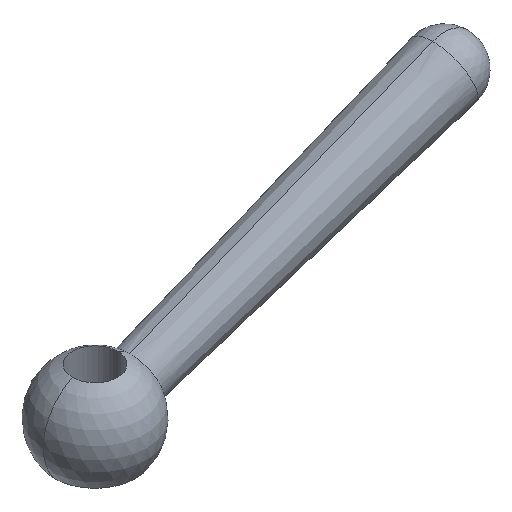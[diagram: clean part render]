
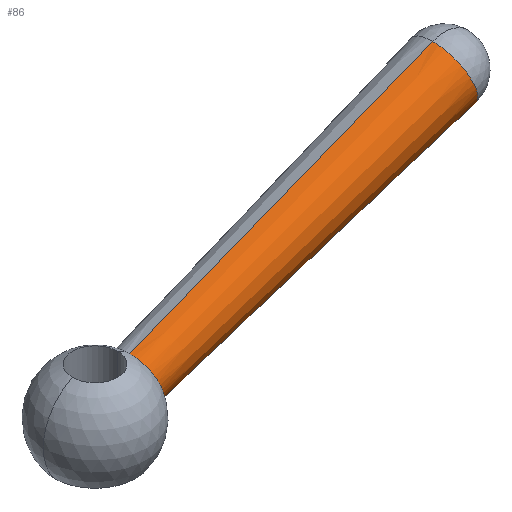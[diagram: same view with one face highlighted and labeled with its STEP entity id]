
A CAD part, isometric view. The second image highlights one B-rep face of the part: STEP entity #86.
In plain terms, the highlighted conical face has half-angle 1.422 degrees and reference radius 8.748 mm.
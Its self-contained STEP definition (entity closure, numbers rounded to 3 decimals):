
#86=ADVANCED_FACE('',(#200),#201,.T.);
#96=EDGE_CURVE('',#158,#150,#212,.T.);
#102=VERTEX_POINT('',#218);
#110=EDGE_CURVE('',#150,#102,#228,.T.);
#116=EDGE_CURVE('',#166,#158,#235,.T.);
#150=VERTEX_POINT('',#273);
#158=VERTEX_POINT('',#282);
#162=EDGE_CURVE('',#102,#166,#286,.T.);
#166=VERTEX_POINT('',#290);
#200=FACE_OUTER_BOUND('',#319,.T.);
#201=CONICAL_SURFACE('',#320,8.748,0.025);
#212=CIRCLE('',#335,9.997);
#218=CARTESIAN_POINT('',(15.846,0.,7.786));
#228=LINE('',#354,#355);
#235=LINE('',#363,#364);
#273=CARTESIAN_POINT('',(111.251,0.,39.853));
#282=CARTESIAN_POINT('',(104.412,0.,58.642));
#286=CIRCLE('',#427,7.5);
#290=CARTESIAN_POINT('',(10.716,0.,21.882));
#319=EDGE_LOOP('',(#460,#461,#462,#463));
#320=AXIS2_PLACEMENT_3D('',#464,#465,#466);
#335=AXIS2_PLACEMENT_3D('',#484,#485,#486);
#354=CARTESIAN_POINT('',(63.548,0.,23.82));
#355=VECTOR('',#507,1.0);
#363=CARTESIAN_POINT('',(57.564,0.,40.262));
#364=VECTOR('',#518,1.0);
#427=AXIS2_PLACEMENT_3D('',#576,#577,#578);
#460=ORIENTED_EDGE('',*,*,#116,.F.);
#461=ORIENTED_EDGE('',*,*,#162,.F.);
#462=ORIENTED_EDGE('',*,*,#110,.F.);
#463=ORIENTED_EDGE('',*,*,#96,.F.);
#464=CARTESIAN_POINT('',(60.556,0.,32.041));
#465=DIRECTION('',(0.94,0.,0.342));
#466=DIRECTION('',(-0.342,0.,0.94));
#484=CARTESIAN_POINT('',(107.832,0.,49.247));
#485=DIRECTION('',(0.94,0.,0.342));
#486=DIRECTION('',(-0.342,0.,0.94));
#507=DIRECTION('',(-0.948,0.,-0.319));
#518=DIRECTION('',(0.931,0.,0.365));
#576=CARTESIAN_POINT('',(13.281,0.,14.834));
#577=DIRECTION('',(-0.94,0.,-0.342));
#578=DIRECTION('',(0.342,0.0,-0.94));
